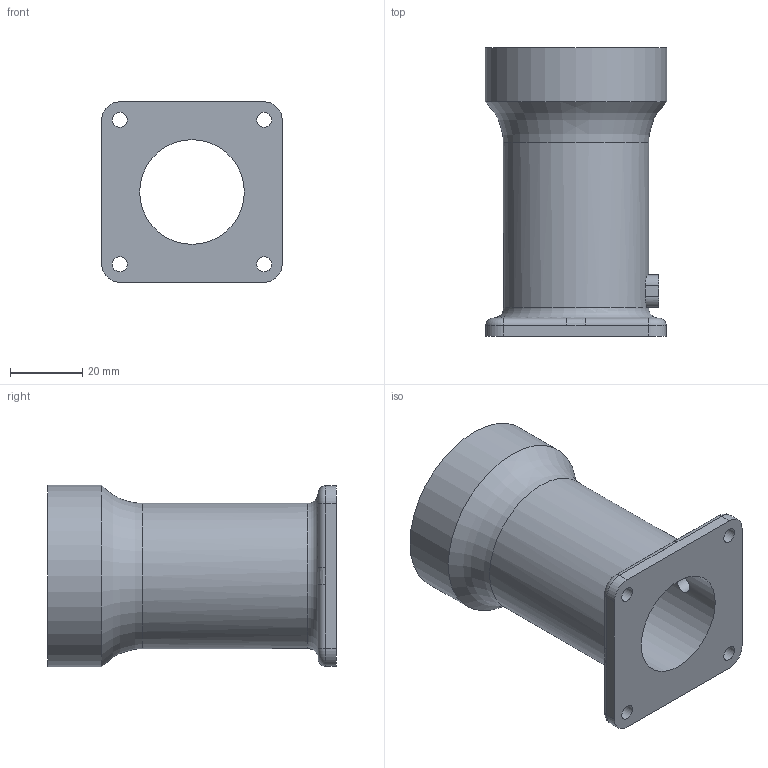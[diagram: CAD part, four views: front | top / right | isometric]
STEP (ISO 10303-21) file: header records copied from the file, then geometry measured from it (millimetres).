
FILE_DESCRIPTION(('STEP AP203'), '1');
FILE_NAME('òóðáèíà ïðîâîäà', '2025-09-07T15:49:41', (''), (''), 'C3D Converter', 'C3D Toolkit', '');
FILE_SCHEMA(('CONFIG_CONTROL_DESIGN'));
Length unit declared in the file: millimetre
Bounding box: 50.25 x 80 x 50.25 mm (x, y, z)
Volume: 61829 mm3; surface area: 23268.5 mm2
Topology: 1 solids, 1 shells, 51 faces, 123 edges, 75 vertices
Faces by surface type: cylinder 25, plane 16, torus 6, bspline 4
Full cylindrical faces by diameter (mm): 4.2 x4, 5 x1, 29 x1, 40.25 x2, 50.25 x1
Entity records: 1851 total; most frequent: CARTESIAN_POINT 640, DIRECTION 250, ORIENTED_EDGE 224, EDGE_CURVE 112, AXIS2_PLACEMENT_3D 104, EDGE_LOOP 75, VERTEX_POINT 75, FACE_BOUND 56
